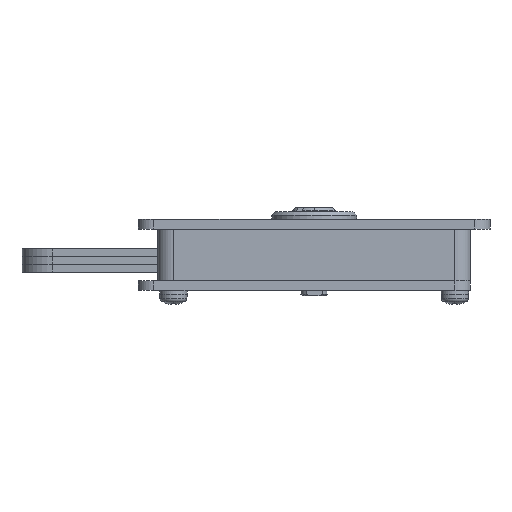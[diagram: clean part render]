
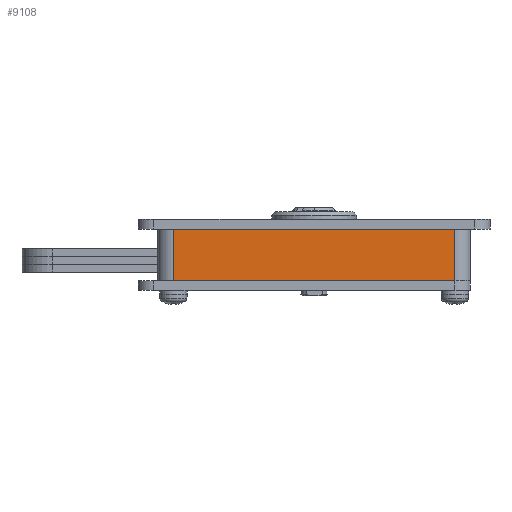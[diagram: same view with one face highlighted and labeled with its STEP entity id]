
A CAD part, front view. The second image highlights one B-rep face of the part: STEP entity #9108.
In plain terms, the highlighted planar face has unit normal (0, -1, 0).
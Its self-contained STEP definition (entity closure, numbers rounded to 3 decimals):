
#109 = FACE_OUTER_BOUND ( 'NONE', #9514, .T. ) ;
#435 = DIRECTION ( 'NONE',  ( -1., 0., 0. ) ) ;
#609 = DIRECTION ( 'NONE',  ( 0., 0., 1. ) ) ;
#899 = VECTOR ( 'NONE', #609, 1000. ) ;
#970 = ORIENTED_EDGE ( 'NONE', *, *, #4313, .T. ) ;
#2360 = CARTESIAN_POINT ( 'NONE',  ( 40., -105., -2.5 ) ) ;
#2516 = EDGE_CURVE ( 'NONE', #14652, #7480, #17067, .T. ) ;
#4207 = VERTEX_POINT ( 'NONE', #16859 ) ;
#4313 = EDGE_CURVE ( 'NONE', #4207, #8770, #15393, .T. ) ;
#4425 = EDGE_CURVE ( 'NONE', #8770, #14652, #6738, .T. ) ;
#5373 = DIRECTION ( 'NONE',  ( -1., 0., 0. ) ) ;
#5667 = EDGE_CURVE ( 'NONE', #4207, #7480, #16878, .T. ) ;
#5754 = DIRECTION ( 'NONE',  ( 0., 1., 0. ) ) ;
#6738 = LINE ( 'NONE', #2360, #15495 ) ;
#7480 = VERTEX_POINT ( 'NONE', #18025 ) ;
#8770 = VERTEX_POINT ( 'NONE', #11444 ) ;
#9108 = ADVANCED_FACE ( 'NONE', ( #109 ), #11893, .F. ) ;
#9514 = EDGE_LOOP ( 'NONE', ( #13702, #970, #13540, #9874 ) ) ;
#9874 = ORIENTED_EDGE ( 'NONE', *, *, #2516, .T. ) ;
#11444 = CARTESIAN_POINT ( 'NONE',  ( 36., -105., -2.5 ) ) ;
#11893 = PLANE ( 'NONE',  #13387 ) ;
#12781 = CARTESIAN_POINT ( 'NONE',  ( -36., -105., -15.7 ) ) ;
#13387 = AXIS2_PLACEMENT_3D ( 'NONE', #14974, #5754, #18984 ) ;
#13540 = ORIENTED_EDGE ( 'NONE', *, *, #4425, .T. ) ;
#13624 = VECTOR ( 'NONE', #18629, 1000. ) ;
#13702 = ORIENTED_EDGE ( 'NONE', *, *, #5667, .F. ) ;
#13932 = CARTESIAN_POINT ( 'NONE',  ( 36., -105., -15.7 ) ) ;
#14652 = VERTEX_POINT ( 'NONE', #17005 ) ;
#14974 = CARTESIAN_POINT ( 'NONE',  ( 40., -105., -15.7 ) ) ;
#15393 = LINE ( 'NONE', #13932, #899 ) ;
#15495 = VECTOR ( 'NONE', #5373, 1000. ) ;
#16859 = CARTESIAN_POINT ( 'NONE',  ( 36., -105., -15.7 ) ) ;
#16878 = LINE ( 'NONE', #18328, #18041 ) ;
#17005 = CARTESIAN_POINT ( 'NONE',  ( -36., -105., -2.5 ) ) ;
#17067 = LINE ( 'NONE', #12781, #13624 ) ;
#18025 = CARTESIAN_POINT ( 'NONE',  ( -36., -105., -15.7 ) ) ;
#18041 = VECTOR ( 'NONE', #435, 1000. ) ;
#18328 = CARTESIAN_POINT ( 'NONE',  ( 40., -105., -15.7 ) ) ;
#18629 = DIRECTION ( 'NONE',  ( 0., 0., -1. ) ) ;
#18984 = DIRECTION ( 'NONE',  ( -1., 0., 0. ) ) ;
